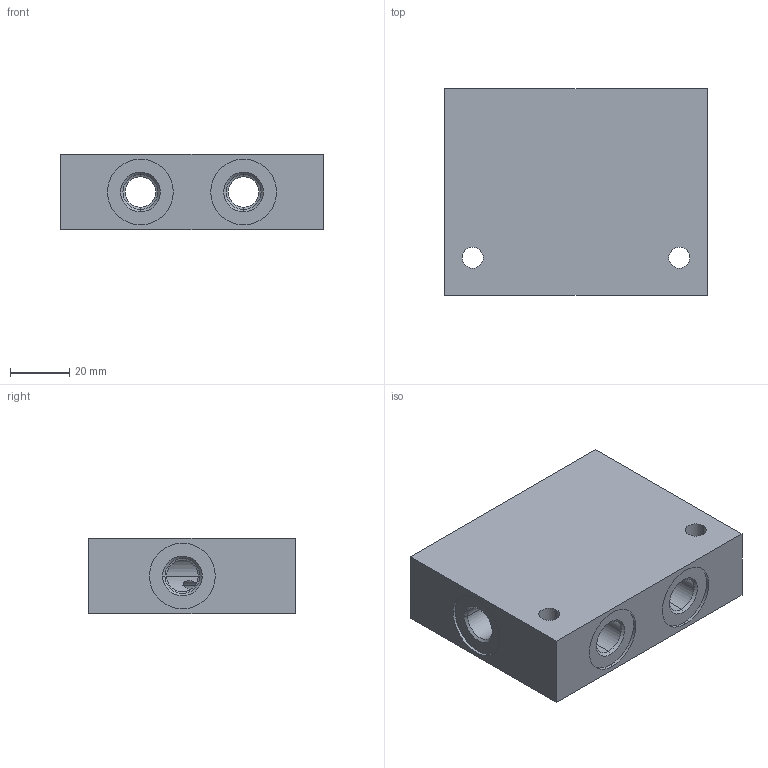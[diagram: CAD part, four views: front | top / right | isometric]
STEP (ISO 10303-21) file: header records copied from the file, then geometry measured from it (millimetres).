
FILE_DESCRIPTION (( 'STEP AP203' ), '1' );
FILE_NAME ('ML-30-CDW-163A3-163A3-G02-Z01.STEP', '2026-02-26T00:08:17', ( '' ), ( '' ), 'SwSTEP 2.0', 'SolidWorks 2018', '' );
FILE_SCHEMA (( 'CONFIG_CONTROL_DESIGN' ));
Length unit declared in the file: millimetre
Products named in the file (1): ML-30-CDW-163A3-163A3-G02-Z01
Bounding box: 88.9 x 69.9 x 25.4 mm (x, y, z)
Volume: 127134.2 mm3; surface area: 28901.6 mm2
Topology: 1 solids, 1 shells, 110 faces, 248 edges, 146 vertices
Faces by surface type: cylinder 48, cone 36, plane 14, torus 12
Entity records: 3499 total; most frequent: CARTESIAN_POINT 865, DIRECTION 588, ORIENTED_EDGE 496, EDGE_CURVE 248, AXIS2_PLACEMENT_3D 245, VERTEX_POINT 146, CIRCLE 134, EDGE_LOOP 132
